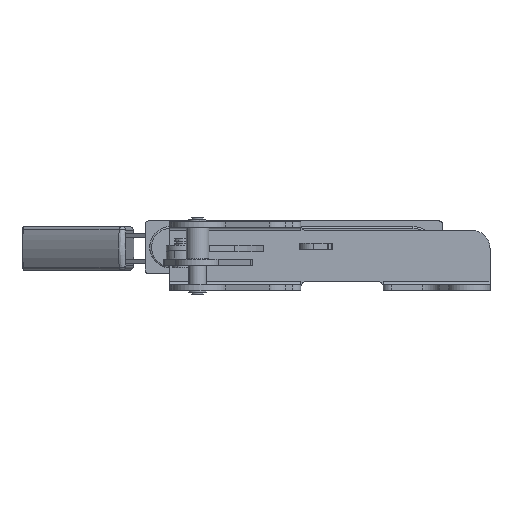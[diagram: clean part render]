
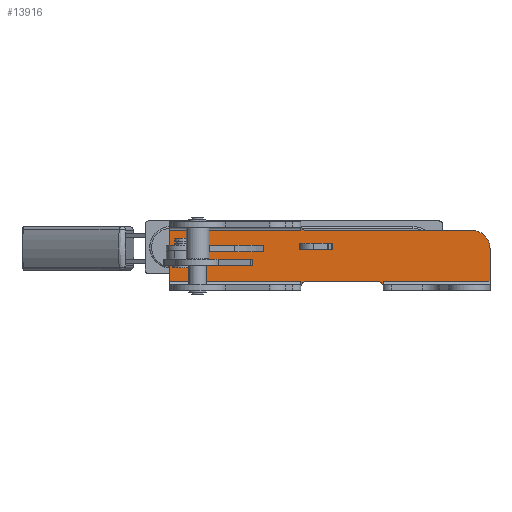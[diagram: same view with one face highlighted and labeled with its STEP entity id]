
A CAD part, front view. The second image highlights one B-rep face of the part: STEP entity #13916.
In plain terms, the highlighted planar face has unit normal (0, -1, 0).
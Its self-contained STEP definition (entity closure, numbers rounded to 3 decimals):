
#2997=DIRECTION('',(0.,0.,-1.));
#2998=VECTOR('',#2997,29.);
#2999=CARTESIAN_POINT('',(-56.465,-72.668,
-5.848));
#3000=LINE('',#2999,#2998);
#3168=CARTESIAN_POINT('',(21.535,-72.668,
-2.848));
#3169=DIRECTION('',(0.,-1.,0.));
#3170=DIRECTION('',(-1.,0.,0.));
#3171=AXIS2_PLACEMENT_3D('',#3168,#3169,#3170);
#3173=DIRECTION('',(1.,0.,0.));
#3174=VECTOR('',#3173,95.);
#3175=CARTESIAN_POINT('',(21.535,-72.668,
-5.848));
#3176=LINE('',#3175,#3174);
#3177=CARTESIAN_POINT('',(116.535,-72.668,
-15.848));
#3178=DIRECTION('',(0.,1.,0.));
#3179=DIRECTION('',(0.,0.,1.));
#3180=AXIS2_PLACEMENT_3D('',#3177,#3178,#3179);
#3182=DIRECTION('',(0.,0.,-1.));
#3183=VECTOR('',#3182,19.);
#3184=CARTESIAN_POINT('',(126.535,-72.668,
-15.848));
#3185=LINE('',#3184,#3183);
#3186=CARTESIAN_POINT('',(62.535,-72.668,
-37.848));
#3187=DIRECTION('',(0.,-1.,0.));
#3188=DIRECTION('',(1.,0.,0.));
#3189=AXIS2_PLACEMENT_3D('',#3186,#3187,#3188);
#3191=CARTESIAN_POINT('',(21.535,-72.668,
-37.848));
#3192=DIRECTION('',(0.,-1.,0.));
#3193=DIRECTION('',(0.,0.,1.));
#3194=AXIS2_PLACEMENT_3D('',#3191,#3192,#3193);
#3196=DIRECTION('',(0.,0.,1.));
#3197=VECTOR('',#3196,3.);
#3198=CARTESIAN_POINT('',(18.535,-72.668,
-37.848));
#3199=LINE('',#3198,#3197);
#3200=DIRECTION('',(1.,0.,0.));
#3201=VECTOR('',#3200,75.);
#3202=CARTESIAN_POINT('',(-56.465,-72.668,
-5.848));
#3203=LINE('',#3202,#3201);
#3204=DIRECTION('',(0.,0.,1.));
#3205=VECTOR('',#3204,3.);
#3206=CARTESIAN_POINT('',(18.535,-72.668,
-5.848));
#3207=LINE('',#3206,#3205);
#5904=DIRECTION('',(1.,0.,0.));
#5905=VECTOR('',#5904,75.);
#5906=CARTESIAN_POINT('',(-56.465,-72.668,
-34.848));
#5907=LINE('',#5906,#5905);
#6228=DIRECTION('',(-1.,0.,0.));
#6229=VECTOR('',#6228,13.872);
#6230=CARTESIAN_POINT('',(-2.675,-72.668,
-17.798));
#6231=LINE('',#6230,#6229);
#6305=DIRECTION('',(0.,0.,-1.));
#6306=VECTOR('',#6305,3.5);
#6307=CARTESIAN_POINT('',(-16.546,-72.668,
-14.298));
#6308=LINE('',#6307,#6306);
#6313=DIRECTION('',(-1.,0.,0.));
#6314=VECTOR('',#6313,13.872);
#6315=CARTESIAN_POINT('',(-2.675,-72.668,
-14.298));
#6316=LINE('',#6315,#6314);
#6365=DIRECTION('',(0.,0.,-1.));
#6366=VECTOR('',#6365,3.5);
#6367=CARTESIAN_POINT('',(-2.675,-72.668,
-14.298));
#6368=LINE('',#6367,#6366);
#6529=DIRECTION('',(1.,0.,0.));
#6530=VECTOR('',#6529,41.);
#6531=CARTESIAN_POINT('',(21.535,-72.668,
-34.848));
#6532=LINE('',#6531,#6530);
#6546=DIRECTION('',(0.,0.,1.));
#6547=VECTOR('',#6546,3.);
#6548=CARTESIAN_POINT('',(65.535,-72.668,
-37.848));
#6549=LINE('',#6548,#6547);
#6590=DIRECTION('',(1.,0.,0.));
#6591=VECTOR('',#6590,61.);
#6592=CARTESIAN_POINT('',(65.535,-72.668,
-34.848));
#6593=LINE('',#6592,#6591);
#7070=DIRECTION('',(1.,0.,0.));
#7071=VECTOR('',#7070,16.649);
#7072=CARTESIAN_POINT('',(19.498,-72.668,
-16.598));
#7073=LINE('',#7072,#7071);
#7119=DIRECTION('',(0.,0.,-1.));
#7120=VECTOR('',#7119,3.5);
#7121=CARTESIAN_POINT('',(19.498,-72.668,
-13.098));
#7122=LINE('',#7121,#7120);
#7123=DIRECTION('',(1.,0.,0.));
#7124=VECTOR('',#7123,16.649);
#7125=CARTESIAN_POINT('',(19.498,-72.668,
-13.098));
#7126=LINE('',#7125,#7124);
#7176=DIRECTION('',(0.,0.,1.));
#7177=VECTOR('',#7176,3.5);
#7178=CARTESIAN_POINT('',(36.147,-72.668,
-16.598));
#7179=LINE('',#7178,#7177);
#8459=CARTESIAN_POINT('',(-56.465,-72.668,
-5.848));
#8461=VERTEX_POINT('',#8459);
#8465=CARTESIAN_POINT('',(18.535,-72.668,
-2.848));
#8466=VERTEX_POINT('',#8465);
#8485=CARTESIAN_POINT('',(116.535,-72.668,
-5.848));
#8487=VERTEX_POINT('',#8485);
#8499=CARTESIAN_POINT('',(-56.465,-72.668,
-34.848));
#8500=VERTEX_POINT('',#8499);
#8538=CARTESIAN_POINT('',(18.535,-72.668,
-34.848));
#8539=VERTEX_POINT('',#8538);
#8542=CARTESIAN_POINT('',(65.535,-72.668,
-34.848));
#8543=CARTESIAN_POINT('',(126.535,-72.668,
-34.848));
#8544=VERTEX_POINT('',#8542);
#8545=VERTEX_POINT('',#8543);
#8546=CARTESIAN_POINT('',(65.535,-72.668,
-37.848));
#8547=VERTEX_POINT('',#8546);
#8548=CARTESIAN_POINT('',(62.535,-72.668,
-34.848));
#8549=VERTEX_POINT('',#8548);
#8550=CARTESIAN_POINT('',(21.535,-72.668,
-34.848));
#8551=VERTEX_POINT('',#8550);
#8552=CARTESIAN_POINT('',(18.535,-72.668,
-37.848));
#8553=VERTEX_POINT('',#8552);
#8554=CARTESIAN_POINT('',(126.535,-72.668,
-15.848));
#8555=VERTEX_POINT('',#8554);
#8600=CARTESIAN_POINT('',(18.535,-72.668,
-5.848));
#8601=VERTEX_POINT('',#8600);
#8602=CARTESIAN_POINT('',(21.535,-72.668,
-5.848));
#8603=VERTEX_POINT('',#8602);
#8612=CARTESIAN_POINT('',(-2.675,-72.668,
-17.798));
#8613=CARTESIAN_POINT('',(-16.546,-72.668,
-17.798));
#8614=VERTEX_POINT('',#8612);
#8615=VERTEX_POINT('',#8613);
#8616=CARTESIAN_POINT('',(-2.675,-72.668,
-14.298));
#8617=VERTEX_POINT('',#8616);
#8618=CARTESIAN_POINT('',(-16.546,-72.668,
-14.298));
#8619=VERTEX_POINT('',#8618);
#8620=CARTESIAN_POINT('',(19.498,-72.668,
-16.598));
#8621=CARTESIAN_POINT('',(36.147,-72.668,
-16.598));
#8622=VERTEX_POINT('',#8620);
#8623=VERTEX_POINT('',#8621);
#8624=CARTESIAN_POINT('',(19.498,-72.668,
-13.098));
#8625=CARTESIAN_POINT('',(36.147,-72.668,
-13.098));
#8626=VERTEX_POINT('',#8624);
#8627=VERTEX_POINT('',#8625);
#13866=CARTESIAN_POINT('',(35.035,-72.668,
-20.348));
#13867=DIRECTION('',(0.,-1.,0.));
#13868=DIRECTION('',(-1.,0.,0.));
#13869=AXIS2_PLACEMENT_3D('',#13866,#13867,#13868);
#13870=PLANE('',#13869);
#13871=ORIENTED_EDGE('',*,*,#13418,.T.);
#13872=ORIENTED_EDGE('',*,*,#13336,.T.);
#13874=ORIENTED_EDGE('',*,*,#13873,.T.);
#13876=ORIENTED_EDGE('',*,*,#13875,.T.);
#13878=ORIENTED_EDGE('',*,*,#13877,.F.);
#13880=ORIENTED_EDGE('',*,*,#13879,.F.);
#13882=ORIENTED_EDGE('',*,*,#13881,.T.);
#13884=ORIENTED_EDGE('',*,*,#13883,.F.);
#13886=ORIENTED_EDGE('',*,*,#13885,.T.);
#13888=ORIENTED_EDGE('',*,*,#13887,.T.);
#13890=ORIENTED_EDGE('',*,*,#13889,.F.);
#13891=ORIENTED_EDGE('',*,*,#13545,.F.);
#13892=ORIENTED_EDGE('',*,*,#13845,.T.);
#13893=ORIENTED_EDGE('',*,*,#13823,.T.);
#13894=EDGE_LOOP('',(#13871,#13872,#13874,#13876,#13878,#13880,#13882,#13884,
#13886,#13888,#13890,#13891,#13892,#13893));
#13895=FACE_OUTER_BOUND('',#13894,.F.);
#13897=ORIENTED_EDGE('',*,*,#13896,.F.);
#13899=ORIENTED_EDGE('',*,*,#13898,.F.);
#13901=ORIENTED_EDGE('',*,*,#13900,.T.);
#13903=ORIENTED_EDGE('',*,*,#13902,.T.);
#13904=EDGE_LOOP('',(#13897,#13899,#13901,#13903));
#13905=FACE_BOUND('',#13904,.F.);
#13907=ORIENTED_EDGE('',*,*,#13906,.T.);
#13909=ORIENTED_EDGE('',*,*,#13908,.T.);
#13911=ORIENTED_EDGE('',*,*,#13910,.F.);
#13913=ORIENTED_EDGE('',*,*,#13912,.T.);
#13914=EDGE_LOOP('',(#13907,#13909,#13911,#13913));
#13915=FACE_BOUND('',#13914,.F.);
#3172=CIRCLE('',#3171,3.);
#3181=CIRCLE('',#3180,10.);
#3190=CIRCLE('',#3189,3.);
#3195=CIRCLE('',#3194,3.);
#13336=EDGE_CURVE('',#8603,#8487,#3176,.T.);
#13418=EDGE_CURVE('',#8466,#8603,#3172,.T.);
#13545=EDGE_CURVE('',#8461,#8500,#3000,.T.);
#13823=EDGE_CURVE('',#8601,#8466,#3207,.T.);
#13845=EDGE_CURVE('',#8461,#8601,#3203,.T.);
#13873=EDGE_CURVE('',#8487,#8555,#3181,.T.);
#13875=EDGE_CURVE('',#8555,#8545,#3185,.T.);
#13877=EDGE_CURVE('',#8544,#8545,#6593,.T.);
#13879=EDGE_CURVE('',#8547,#8544,#6549,.T.);
#13881=EDGE_CURVE('',#8547,#8549,#3190,.T.);
#13883=EDGE_CURVE('',#8551,#8549,#6532,.T.);
#13885=EDGE_CURVE('',#8551,#8553,#3195,.T.);
#13887=EDGE_CURVE('',#8553,#8539,#3199,.T.);
#13889=EDGE_CURVE('',#8500,#8539,#5907,.T.);
#13896=EDGE_CURVE('',#8614,#8615,#6231,.T.);
#13898=EDGE_CURVE('',#8617,#8614,#6368,.T.);
#13900=EDGE_CURVE('',#8617,#8619,#6316,.T.);
#13902=EDGE_CURVE('',#8619,#8615,#6308,.T.);
#13906=EDGE_CURVE('',#8622,#8623,#7073,.T.);
#13908=EDGE_CURVE('',#8623,#8627,#7179,.T.);
#13910=EDGE_CURVE('',#8626,#8627,#7126,.T.);
#13912=EDGE_CURVE('',#8626,#8622,#7122,.T.);
#13916=ADVANCED_FACE('',(#13895,#13905,#13915),#13870,.T.);
